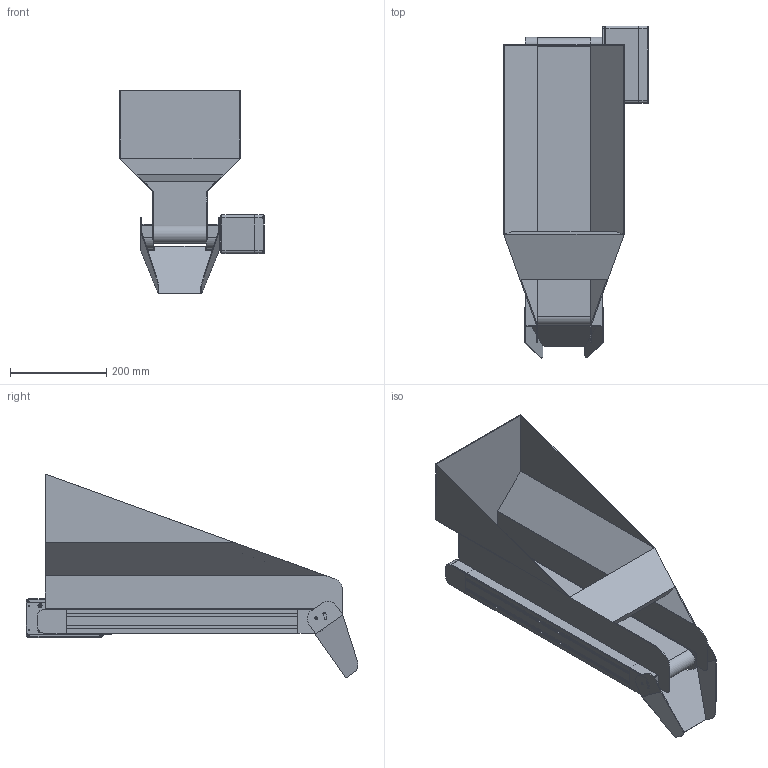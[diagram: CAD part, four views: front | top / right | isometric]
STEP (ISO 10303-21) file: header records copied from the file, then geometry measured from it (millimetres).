
FILE_DESCRIPTION(/* description */ ('Unknown'),/* implementation_level */ '2;1');
FILE_NAME(/* name */ 'SRB12-24-Bibl',/* time_stamp */ '2018-05-23T13:46:05+02:00',/* author */ ('Unknown'),/* organization */ ('Unknown'),/* preprocessor_version */ 'ST-DEVELOPER v16.7',/* originating_system */ 'DEX',/* authorisation */ $);
FILE_SCHEMA (('AUTOMOTIVE_DESIGN {1 0 10303 214 3 1 1}'));
Length unit declared in the file: millimetre
Products named in the file (13): SRB12-24-Bibl; Spannkopf-Bibl; SRB12-Bibl-Längsprofil; Umlenkkopf-Bibl; SRB12-Bibl-Gurt; Umlenkkopf-R-Bibl; SRB12-bibl-Wanne; BB6-Bibl-Rutsche; Bibl-ATS-GM-24DC; ATS-GM-24DC-001; Bibl-Gehäuse; GM-24DC-01; Bibl-Gehäusedeckel
Assembly tree (14 placements, depth 3):
  SRB12-24-Bibl
    Spannkopf-Bibl  x2
    SRB12-Bibl-Längsprofil  x2
    Umlenkkopf-Bibl
    SRB12-Bibl-Gurt
    Umlenkkopf-R-Bibl
    SRB12-bibl-Wanne
    BB6-Bibl-Rutsche
    Bibl-ATS-GM-24DC
      ATS-GM-24DC-001
      Bibl-Gehäuse
      GM-24DC-01
      Bibl-Gehäusedeckel
Bounding box: 300 x 688.1 x 422.86 mm (x, y, z)
Volume: 5971185.3 mm3; surface area: 1331700.2 mm2
Topology: 13 solids, 13 shells, 396 faces, 1061 edges, 703 vertices
Faces by surface type: plane 232, cylinder 156, torus 8
Full cylindrical faces by diameter (mm): 2.5 x4, 3.3 x10, 4.2 x4, 4.5 x4, 5 x4, 5.5 x2, 7.5 x4, 8 x1, 8.5 x4, 14 x1, 14.5 x1, 15 x1, 20 x2, 24.5 x1, 42 x1
Entity records: 10032 total; most frequent: DIRECTION 1733, CARTESIAN_POINT 1669, ORIENTED_EDGE 1578, EDGE_CURVE 789, AXIS2_PLACEMENT_3D 606, VERTEX_POINT 542, LINE 521, VECTOR 521
